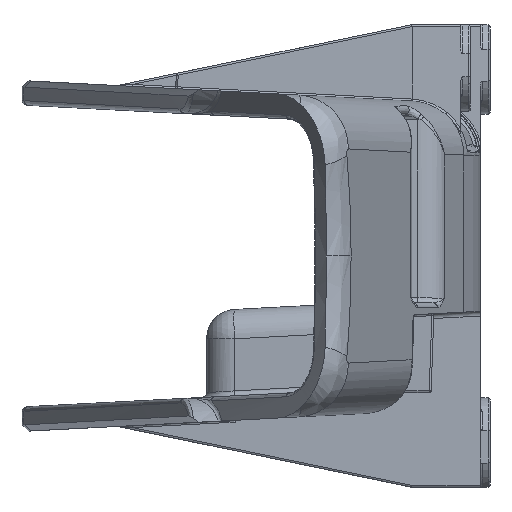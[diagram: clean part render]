
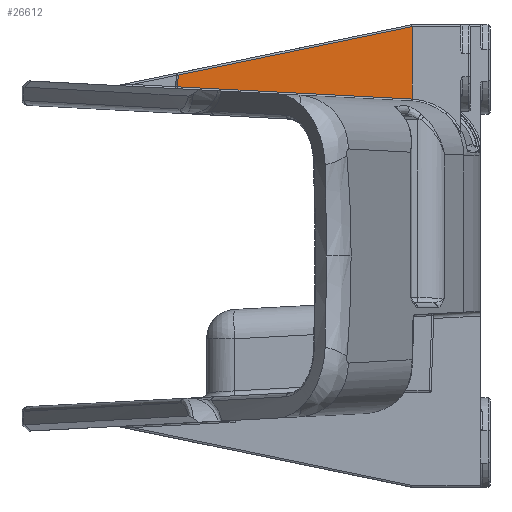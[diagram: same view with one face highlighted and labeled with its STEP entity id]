
A CAD part, left-side view. The second image highlights one B-rep face of the part: STEP entity #26612.
In plain terms, the highlighted planar face has unit normal (-1, 0, 0.018).
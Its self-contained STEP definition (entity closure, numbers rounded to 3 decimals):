
#98 = AXIS2_PLACEMENT_3D ( 'NONE', #18159, #7470, #12814 ) ;
#3772 = EDGE_CURVE ( 'NONE', #19652, #32505, #8041, .T. ) ;
#5390 = ORIENTED_EDGE ( 'NONE', *, *, #27993, .T. ) ;
#5830 = ORIENTED_EDGE ( 'NONE', *, *, #31635, .T. ) ;
#6784 = CARTESIAN_POINT ( 'NONE',  ( 76.052, 30.848, 17.263 ) ) ;
#7470 = DIRECTION ( 'NONE',  ( -1., 0., 0.017 ) ) ;
#7746 = CARTESIAN_POINT ( 'NONE',  ( 76.109, 30.791, 20.537 ) ) ;
#7785 = CARTESIAN_POINT ( 'NONE',  ( 76.024, 0.228, 15.659 ) ) ;
#8041 =( BOUNDED_CURVE ( )  B_SPLINE_CURVE ( 3, ( #14626, #16762, #13922, #11436 ),
 .UNSPECIFIED., .F., .T. ) 
 B_SPLINE_CURVE_WITH_KNOTS ( ( 4, 4 ),
 ( 3.142, 3.19 ),
 .UNSPECIFIED. ) 
 CURVE ( )  GEOMETRIC_REPRESENTATION_ITEM ( )  RATIONAL_B_SPLINE_CURVE ( ( 1., 1., 1., 1. ) ) 
 REPRESENTATION_ITEM ( '' )  );
#10722 = VECTOR ( 'NONE', #22147, 1000. ) ;
#11436 = CARTESIAN_POINT ( 'NONE',  ( 76.16, 6.933, 23.412 ) ) ;
#11842 = VECTOR ( 'NONE', #24323, 1000. ) ;
#12013 = EDGE_CURVE ( 'NONE', #19652, #28725, #32663, .T. ) ;
#12814 = DIRECTION ( 'NONE',  ( 0.017, 0., 1. ) ) ;
#13922 = CARTESIAN_POINT ( 'NONE',  ( 76.16, 6.924, 23.409 ) ) ;
#14497 = ORIENTED_EDGE ( 'NONE', *, *, #12013, .F. ) ;
#14626 = CARTESIAN_POINT ( 'NONE',  ( 76.159, 6.919, 23.402 ) ) ;
#15128 = PLANE ( 'NONE',  #98 ) ;
#15218 = CARTESIAN_POINT ( 'NONE',  ( 76.16, 6.933, 23.412 ) ) ;
#16762 = CARTESIAN_POINT ( 'NONE',  ( 76.159, 6.919, 23.406 ) ) ;
#16786 = VECTOR ( 'NONE', #29637, 1000. ) ;
#16834 = CARTESIAN_POINT ( 'NONE',  ( 76.073, 30.984, 18.434 ) ) ;
#18159 = CARTESIAN_POINT ( 'NONE',  ( 76.1, 0., 20. ) ) ;
#18573 = CARTESIAN_POINT ( 'NONE',  ( 76.159, 6.919, 23.402 ) ) ;
#19278 = EDGE_CURVE ( 'NONE', #23430, #24941, #29453, .T. ) ;
#19652 = VERTEX_POINT ( 'NONE', #18573 ) ;
#21999 = LINE ( 'NONE', #7785, #11842 ) ;
#22147 = DIRECTION ( 'NONE',  ( -0.017, 0., -1. ) ) ;
#22520 = DIRECTION ( 'NONE',  ( -0.004, 0.979, -0.203 ) ) ;
#23430 = VERTEX_POINT ( 'NONE', #34673 ) ;
#24323 = DIRECTION ( 'NONE',  ( -0.001, -0.999, -0.052 ) ) ;
#24941 = VERTEX_POINT ( 'NONE', #6784 ) ;
#25510 = ORIENTED_EDGE ( 'NONE', *, *, #3772, .T. ) ;
#26612 = ADVANCED_FACE ( 'NONE', ( #28640 ), #15128, .T. ) ;
#27993 = EDGE_CURVE ( 'NONE', #32505, #23430, #33049, .T. ) ;
#28640 = FACE_OUTER_BOUND ( 'NONE', #32575, .T. ) ;
#28725 = VERTEX_POINT ( 'NONE', #32003 ) ;
#29453 = LINE ( 'NONE', #7746, #16786 ) ;
#29637 = DIRECTION ( 'NONE',  ( -0.017, 0.017, -1. ) ) ;
#29803 = CARTESIAN_POINT ( 'NONE',  ( 76.1, 6.919, 20. ) ) ;
#31635 = EDGE_CURVE ( 'NONE', #24941, #28725, #21999, .T. ) ;
#31659 = ORIENTED_EDGE ( 'NONE', *, *, #19278, .T. ) ;
#32003 = CARTESIAN_POINT ( 'NONE',  ( 76.03, 6.919, 16.009 ) ) ;
#32505 = VERTEX_POINT ( 'NONE', #15218 ) ;
#32575 = EDGE_LOOP ( 'NONE', ( #14497, #25510, #5390, #31659, #5830 ) ) ;
#32663 = LINE ( 'NONE', #29803, #10722 ) ;
#33049 = LINE ( 'NONE', #16834, #35227 ) ;
#34673 = CARTESIAN_POINT ( 'NONE',  ( 76.073, 30.827, 18.466 ) ) ;
#35227 = VECTOR ( 'NONE', #22520, 1000. ) ;
